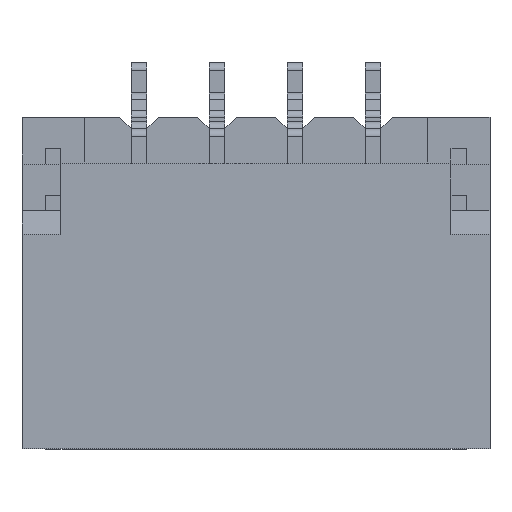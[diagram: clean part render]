
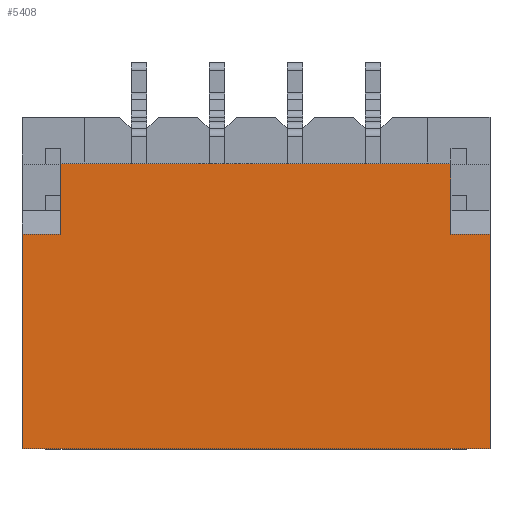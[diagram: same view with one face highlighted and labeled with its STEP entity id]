
A CAD part, top view. The second image highlights one B-rep face of the part: STEP entity #5408.
In plain terms, the highlighted planar face has unit normal (0, 0, 1).
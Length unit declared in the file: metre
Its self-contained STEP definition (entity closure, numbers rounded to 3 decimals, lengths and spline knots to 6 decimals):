
#1570=ORIENTED_EDGE('',*,*,#2310,.T.);
#1571=ORIENTED_EDGE('',*,*,#2302,.T.);
#1572=ORIENTED_EDGE('',*,*,#2324,.T.);
#1573=ORIENTED_EDGE('',*,*,#2300,.F.);
#1574=ORIENTED_EDGE('',*,*,#2298,.F.);
#1575=ORIENTED_EDGE('',*,*,#2439,.F.);
#1576=ORIENTED_EDGE('',*,*,#2440,.T.);
#1577=ORIENTED_EDGE('',*,*,#2441,.T.);
#2298=EDGE_CURVE('',#2895,#2896,#3510,.T.);
#2300=EDGE_CURVE('',#2896,#2897,#3512,.T.);
#2302=EDGE_CURVE('',#2898,#2899,#3514,.T.);
#2310=EDGE_CURVE('',#2903,#2898,#3522,.T.);
#2324=EDGE_CURVE('',#2899,#2897,#3536,.T.);
#2439=EDGE_CURVE('',#2964,#2895,#3651,.T.);
#2440=EDGE_CURVE('',#2964,#2965,#3652,.T.);
#2441=EDGE_CURVE('',#2965,#2903,#3653,.T.);
#2895=VERTEX_POINT('',#8498);
#2896=VERTEX_POINT('',#8500);
#2897=VERTEX_POINT('',#8504);
#2898=VERTEX_POINT('',#8508);
#2899=VERTEX_POINT('',#8509);
#2903=VERTEX_POINT('',#8523);
#2964=VERTEX_POINT('',#8766);
#2965=VERTEX_POINT('',#8770);
#3510=LINE('',#8499,#4208);
#3512=LINE('',#8503,#4210);
#3514=LINE('',#8507,#4212);
#3522=LINE('',#8522,#4220);
#3536=LINE('',#8541,#4234);
#3651=LINE('',#8767,#4349);
#3652=LINE('',#8769,#4350);
#3653=LINE('',#8771,#4351);
#4208=VECTOR('',#6947,1.);
#4210=VECTOR('',#6951,1.);
#4212=VECTOR('',#6955,1.);
#4220=VECTOR('',#6967,1.);
#4234=VECTOR('',#6985,1.);
#4349=VECTOR('',#7204,1.);
#4350=VECTOR('',#7207,1.);
#4351=VECTOR('',#7208,1.);
#4635=EDGE_LOOP('',(#1570,#1571,#1572,#1573,#1574,#1575,#1576,#1577));
#4911=FACE_BOUND('',#4635,.T.);
#5141=PLANE('',#5837);
#5408=ADVANCED_FACE('',(#4911),#5141,.T.);
#5837=AXIS2_PLACEMENT_3D('',#8768,#7205,#7206);
#6947=DIRECTION('',(1.,0.,0.));
#6951=DIRECTION('',(0.,1.,0.));
#6955=DIRECTION('',(0.,1.,0.));
#6967=DIRECTION('',(-1.,0.,0.));
#6985=DIRECTION('',(-1.,0.,0.));
#7204=DIRECTION('',(0.,1.,0.));
#7205=DIRECTION('',(0.,0.,1.));
#7206=DIRECTION('',(1.,0.,0.));
#7207=DIRECTION('',(1.,0.,0.));
#7208=DIRECTION('',(0.,1.,0.));
#8498=CARTESIAN_POINT('',(-0.0015,-0.0015,0.0029));
#8499=CARTESIAN_POINT('',(-0.0015,-0.0015,0.0029));
#8500=CARTESIAN_POINT('',(-0.001,-0.0015,0.0029));
#8503=CARTESIAN_POINT('',(-0.001,-0.0015,0.0029));
#8504=CARTESIAN_POINT('',(-0.001,-0.0006,0.0029));
#8507=CARTESIAN_POINT('',(0.004,-0.00425,0.0029));
#8508=CARTESIAN_POINT('',(0.004,-0.0015,0.0029));
#8509=CARTESIAN_POINT('',(0.004,-0.0006,0.0029));
#8522=CARTESIAN_POINT('',(-0.0005,-0.0015,0.0029));
#8523=CARTESIAN_POINT('',(0.0045,-0.0015,0.0029));
#8541=CARTESIAN_POINT('',(0.004,-0.0006,0.0029));
#8766=CARTESIAN_POINT('',(-0.0015,-0.00425,0.0029));
#8767=CARTESIAN_POINT('',(-0.0015,-0.00425,0.0029));
#8768=CARTESIAN_POINT('',(-0.0005,-0.00425,0.0029));
#8769=CARTESIAN_POINT('',(-0.0015,-0.00425,0.0029));
#8770=CARTESIAN_POINT('',(0.0045,-0.00425,0.0029));
#8771=CARTESIAN_POINT('',(0.0045,-0.00425,0.0029));
